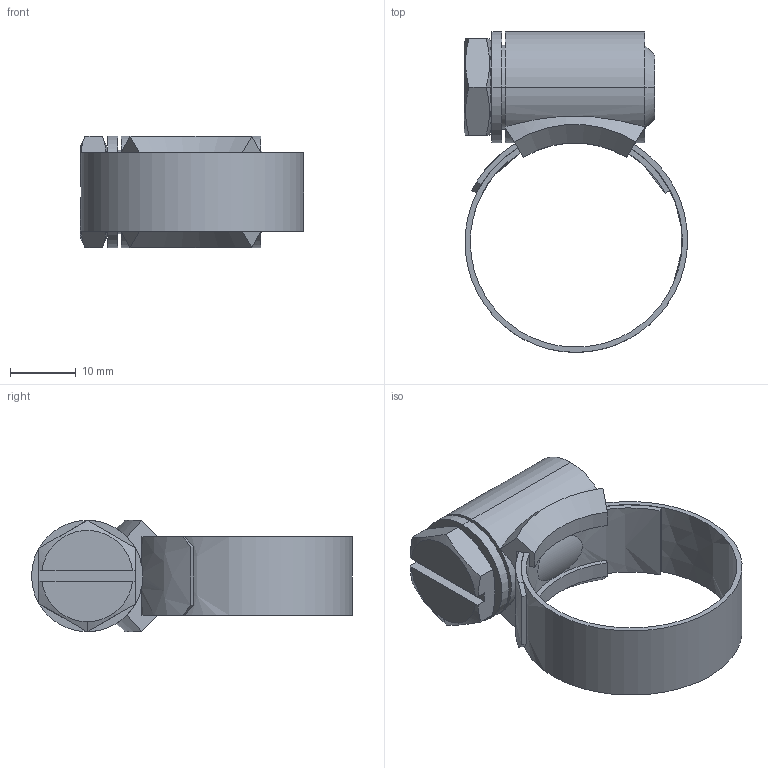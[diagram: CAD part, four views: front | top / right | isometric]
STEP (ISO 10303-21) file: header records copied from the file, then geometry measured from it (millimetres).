
FILE_DESCRIPTION (( 'STEP AP203' ), '1' );
FILE_NAME ('3D-R148_22-32_171781100.STEP', '2024-08-31T18:19:20', ( '' ), ( '' ), 'SwSTEP 2.0', 'SolidWorks 2024', '' );
FILE_SCHEMA (( 'CONFIG_CONTROL_DESIGN' ));
Length unit declared in the file: millimetre
Products named in the file (1): 3D-R148_22-32_171781100
Bounding box: 34.05 x 48.97 x 17 mm (x, y, z)
Volume: 7525 mm3; surface area: 6906.1 mm2
Topology: 2 solids, 3 shells, 86 faces, 222 edges, 141 vertices
Faces by surface type: plane 39, cylinder 33, cone 11, bspline 3
Entity records: 4174 total; most frequent: CARTESIAN_POINT 2107, ORIENTED_EDGE 444, DIRECTION 361, EDGE_CURVE 222, VERTEX_POINT 141, AXIS2_PLACEMENT_3D 135, EDGE_LOOP 101, VECTOR 91
